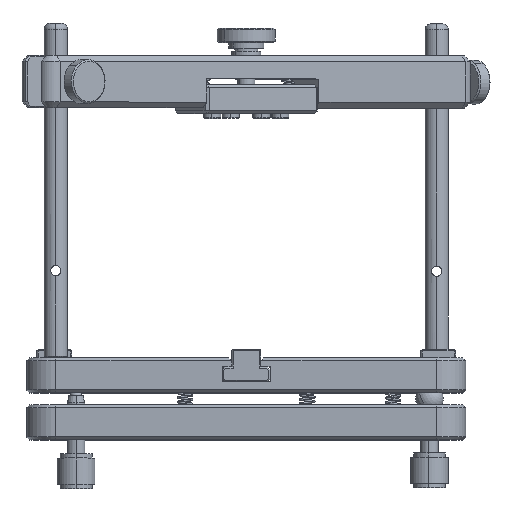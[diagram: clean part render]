
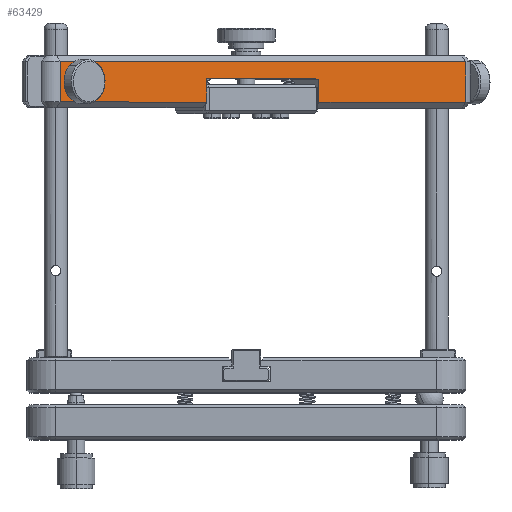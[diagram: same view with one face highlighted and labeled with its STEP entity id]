
A CAD part, top view. The second image highlights one B-rep face of the part: STEP entity #63429.
In plain terms, the highlighted planar face has unit normal (0.638, 0, 0.77).
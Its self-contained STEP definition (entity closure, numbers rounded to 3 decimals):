
#699 = DIRECTION ( 'NONE',  ( 0.638, 0., 0.77 ) ) ;
#1532 = ORIENTED_EDGE ( 'NONE', *, *, #37463, .T. ) ;
#2217 = VECTOR ( 'NONE', #21881, 1000. ) ;
#2336 = DIRECTION ( 'NONE',  ( 0., -1., 0. ) ) ;
#2435 = VECTOR ( 'NONE', #67380, 1000. ) ;
#2441 = VERTEX_POINT ( 'NONE', #12105 ) ;
#2881 = LINE ( 'NONE', #67112, #39589 ) ;
#4066 = LINE ( 'NONE', #46616, #2435 ) ;
#5242 = CARTESIAN_POINT ( 'NONE',  ( -27.094, 97.14, 173.875 ) ) ;
#6103 = LINE ( 'NONE', #64776, #32183 ) ;
#6901 = EDGE_CURVE ( 'NONE', #53315, #44544, #61977, .T. ) ;
#7075 = ORIENTED_EDGE ( 'NONE', *, *, #37694, .T. ) ;
#7667 = LINE ( 'NONE', #32412, #61473 ) ;
#9906 = DIRECTION ( 'NONE',  ( -0.77, 0., 0.638 ) ) ;
#10517 = EDGE_CURVE ( 'NONE', #44544, #2441, #43806, .T. ) ;
#11681 = DIRECTION ( 'NONE',  ( 0., 1., 0. ) ) ;
#12105 = CARTESIAN_POINT ( 'NONE',  ( -77.549, 89.14, 215.642 ) ) ;
#12488 = CARTESIAN_POINT ( 'NONE',  ( -27.094, 87.14, 173.875 ) ) ;
#13159 = CARTESIAN_POINT ( 'NONE',  ( 61.877, 103.14, 100.223 ) ) ;
#13312 = AXIS2_PLACEMENT_3D ( 'NONE', #27949, #64439, #33189 ) ;
#13451 = ORIENTED_EDGE ( 'NONE', *, *, #41359, .F. ) ;
#17246 = VERTEX_POINT ( 'NONE', #39944 ) ;
#17849 = CARTESIAN_POINT ( 'NONE',  ( -27.094, 89.14, 173.875 ) ) ;
#20789 = DIRECTION ( 'NONE',  ( 0.77, 0., -0.638 ) ) ;
#21881 = DIRECTION ( 'NONE',  ( 0., -1., 0. ) ) ;
#22050 = ORIENTED_EDGE ( 'NONE', *, *, #65039, .T. ) ;
#23654 = CARTESIAN_POINT ( 'NONE',  ( -27.094, 89.14, 173.875 ) ) ;
#25941 = LINE ( 'NONE', #23654, #52031 ) ;
#27949 = CARTESIAN_POINT ( 'NONE',  ( -73.312, 96.14, 212.135 ) ) ;
#31917 = CARTESIAN_POINT ( 'NONE',  ( -73.312, 96.14, 212.135 ) ) ;
#31993 = VERTEX_POINT ( 'NONE', #17849 ) ;
#32183 = VECTOR ( 'NONE', #2336, 1000. ) ;
#32412 = CARTESIAN_POINT ( 'NONE',  ( 61.877, 105.14, 100.223 ) ) ;
#32713 = VERTEX_POINT ( 'NONE', #5242 ) ;
#32857 = AXIS2_PLACEMENT_3D ( 'NONE', #36280, #51991, #20789 ) ;
#33189 = DIRECTION ( 'NONE',  ( 0.77, 0., -0.638 ) ) ;
#33898 = DIRECTION ( 'NONE',  ( 0.77, 0., -0.638 ) ) ;
#33956 = EDGE_LOOP ( 'NONE', ( #52335, #22050, #35394, #47054, #58248, #7075, #1532, #64354 ) ) ;
#34262 = VECTOR ( 'NONE', #9906, 1000. ) ;
#34347 = CARTESIAN_POINT ( 'NONE',  ( -75.238, 96.14, 213.729 ) ) ;
#34939 = CARTESIAN_POINT ( 'NONE',  ( 11.422, 97.14, 141.991 ) ) ;
#35394 = ORIENTED_EDGE ( 'NONE', *, *, #50877, .T. ) ;
#35608 = CARTESIAN_POINT ( 'NONE',  ( -77.549, 103.14, 215.642 ) ) ;
#35893 = DIRECTION ( 'NONE',  ( 0.77, 0., -0.638 ) ) ;
#36280 = CARTESIAN_POINT ( 'NONE',  ( -7.836, 105.14, 157.933 ) ) ;
#37007 = CARTESIAN_POINT ( 'NONE',  ( 61.877, 89.14, 100.223 ) ) ;
#37177 = DIRECTION ( 'NONE',  ( 0.77, 0., -0.638 ) ) ;
#37463 = EDGE_CURVE ( 'NONE', #31993, #32713, #63528, .T. ) ;
#37694 = EDGE_CURVE ( 'NONE', #2441, #31993, #25941, .T. ) ;
#38052 = EDGE_LOOP ( 'NONE', ( #13451, #65061 ) ) ;
#39589 = VECTOR ( 'NONE', #35893, 1000. ) ;
#39944 = CARTESIAN_POINT ( 'NONE',  ( -71.387, 96.14, 210.541 ) ) ;
#41132 = CARTESIAN_POINT ( 'NONE',  ( -77.549, 103.14, 215.642 ) ) ;
#41359 = EDGE_CURVE ( 'NONE', #17246, #47313, #44481, .T. ) ;
#42326 = EDGE_CURVE ( 'NONE', #48778, #59157, #6103, .T. ) ;
#43806 = LINE ( 'NONE', #58319, #2217 ) ;
#44481 = CIRCLE ( 'NONE', #67449, 2.5 ) ;
#44544 = VERTEX_POINT ( 'NONE', #35608 ) ;
#44752 = VECTOR ( 'NONE', #54182, 1000. ) ;
#46526 = PLANE ( 'NONE',  #32857 ) ;
#46537 = FACE_BOUND ( 'NONE', #38052, .T. ) ;
#46616 = CARTESIAN_POINT ( 'NONE',  ( 61.877, 89.14, 100.223 ) ) ;
#47054 = ORIENTED_EDGE ( 'NONE', *, *, #6901, .T. ) ;
#47313 = VERTEX_POINT ( 'NONE', #34347 ) ;
#47678 = EDGE_CURVE ( 'NONE', #32713, #48778, #2881, .T. ) ;
#48778 = VERTEX_POINT ( 'NONE', #34939 ) ;
#50877 = EDGE_CURVE ( 'NONE', #56240, #53315, #7667, .T. ) ;
#51991 = DIRECTION ( 'NONE',  ( 0.638, 0., 0.77 ) ) ;
#52031 = VECTOR ( 'NONE', #33898, 1000. ) ;
#52335 = ORIENTED_EDGE ( 'NONE', *, *, #42326, .T. ) ;
#53315 = VERTEX_POINT ( 'NONE', #13159 ) ;
#54182 = DIRECTION ( 'NONE',  ( 0., 1., 0. ) ) ;
#56240 = VERTEX_POINT ( 'NONE', #37007 ) ;
#58248 = ORIENTED_EDGE ( 'NONE', *, *, #10517, .T. ) ;
#58319 = CARTESIAN_POINT ( 'NONE',  ( -77.549, 87.14, 215.642 ) ) ;
#59157 = VERTEX_POINT ( 'NONE', #64218 ) ;
#60462 = FACE_OUTER_BOUND ( 'NONE', #33956, .T. ) ;
#61473 = VECTOR ( 'NONE', #11681, 1000. ) ;
#61977 = LINE ( 'NONE', #41132, #34262 ) ;
#63429 = ADVANCED_FACE ( 'NONE', ( #46537, #60462 ), #46526, .T. ) ;
#63528 = LINE ( 'NONE', #12488, #44752 ) ;
#64218 = CARTESIAN_POINT ( 'NONE',  ( 11.422, 89.14, 141.991 ) ) ;
#64354 = ORIENTED_EDGE ( 'NONE', *, *, #47678, .T. ) ;
#64439 = DIRECTION ( 'NONE',  ( 0.638, 0., 0.77 ) ) ;
#64776 = CARTESIAN_POINT ( 'NONE',  ( 11.422, 97.14, 141.991 ) ) ;
#65039 = EDGE_CURVE ( 'NONE', #59157, #56240, #4066, .T. ) ;
#65061 = ORIENTED_EDGE ( 'NONE', *, *, #66767, .F. ) ;
#65951 = CIRCLE ( 'NONE', #13312, 2.5 ) ;
#66767 = EDGE_CURVE ( 'NONE', #47313, #17246, #65951, .T. ) ;
#67112 = CARTESIAN_POINT ( 'NONE',  ( -27.094, 97.14, 173.875 ) ) ;
#67380 = DIRECTION ( 'NONE',  ( 0.77, 0., -0.638 ) ) ;
#67449 = AXIS2_PLACEMENT_3D ( 'NONE', #31917, #699, #37177 ) ;
